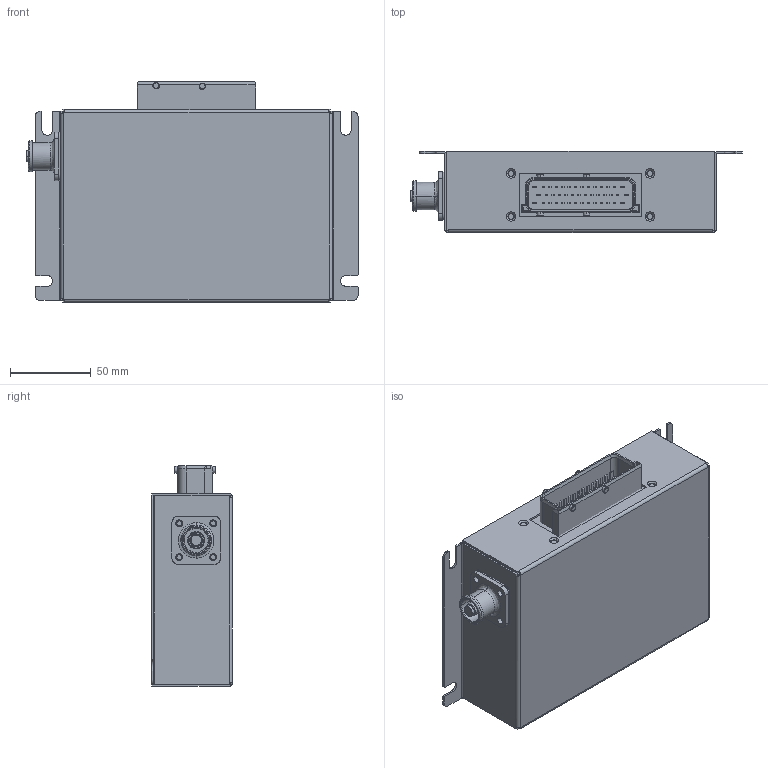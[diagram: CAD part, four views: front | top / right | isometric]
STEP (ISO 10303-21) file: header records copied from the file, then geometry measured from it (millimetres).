
FILE_DESCRIPTION (( 'STEP AP203' ), '1' );
FILE_NAME ('CC27 Dummy.STEP', '2022-12-15T17:12:25', ( '' ), ( '' ), 'SwSTEP 2.0', 'SolidWorks 2021', '' );
FILE_SCHEMA (( 'CONFIG_CONTROL_DESIGN' ));
Length unit declared in the file: millimetre
Products named in the file (9): SLPRBBPSB; 502888_CASE V4A 1.4404 200x120x50 1xSTK PWR; 106113_1-967280-1.stp; 1000022845_Vergussmasse; CC27 Dummy; 20034_powerdistributor_modular_rev_c.stp; c-0967280-11-g4-3d.stp; COMPONENTS.stp; BOARD_OUTLINE.stp
Assembly tree (8 placements, depth 5):
  CC27 Dummy
    502888_CASE V4A 1.4404 200x120x50 1xSTK PWR
    SLPRBBPSB
    20034_powerdistributor_modular_rev_c.stp
      COMPONENTS.stp
        106113_1-967280-1.stp
          c-0967280-11-g4-3d.stp
      BOARD_OUTLINE.stp
    1000022845_Vergussmasse
Bounding box: 205.6 x 50 x 136.6 mm (x, y, z)
Volume: 865403.6 mm3; surface area: 225740.8 mm2
Topology: 46 solids, 52 shells, 1946 faces, 5363 edges, 3546 vertices
Faces by surface type: plane 1488, bspline 224, cylinder 188, cone 46
Entity records: 66018 total; most frequent: CARTESIAN_POINT 17229, ORIENTED_EDGE 10634, DIRECTION 8496, EDGE_CURVE 5359, LINE 4254, VECTOR 4254, VERTEX_POINT 3546, EDGE_LOOP 2223
